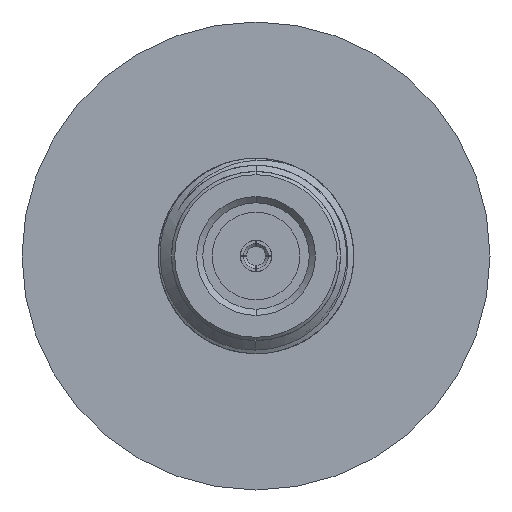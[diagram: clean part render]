
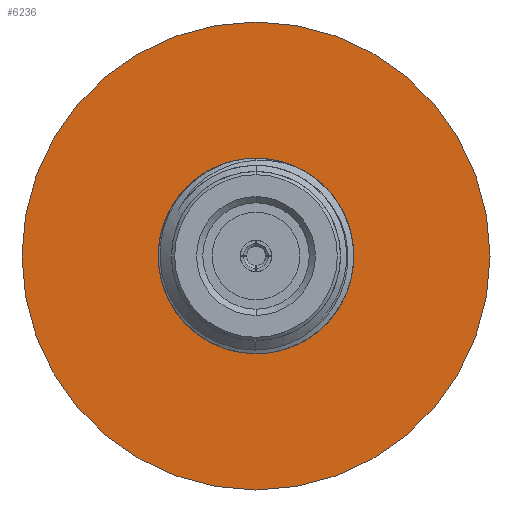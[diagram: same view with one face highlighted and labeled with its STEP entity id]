
A CAD part, left-side view. The second image highlights one B-rep face of the part: STEP entity #6236.
In plain terms, the highlighted planar face has unit normal (-1, 0, 0).
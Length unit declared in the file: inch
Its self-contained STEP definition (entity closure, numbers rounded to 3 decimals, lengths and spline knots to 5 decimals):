
#211 = VERTEX_POINT ( 'NONE', #1526 ) ;
#309 = AXIS2_PLACEMENT_3D ( 'NONE', #356, #5707, #7640 ) ;
#352 = DIRECTION ( 'NONE',  ( 1., 0., 0. ) ) ;
#356 = CARTESIAN_POINT ( 'NONE',  ( -0.47448, 0.2022, 0. ) ) ;
#987 = CARTESIAN_POINT ( 'NONE',  ( -0.47448, 0.7022, 0. ) ) ;
#1196 = CIRCLE ( 'NONE', #309, 0.74803 ) ;
#1448 = DIRECTION ( 'NONE',  ( 0., 1., 0. ) ) ;
#1526 = CARTESIAN_POINT ( 'NONE',  ( -0.47448, 0.95023, 0. ) ) ;
#1802 = CARTESIAN_POINT ( 'NONE',  ( -0.47448, -0.54583, 0. ) ) ;
#2010 = CARTESIAN_POINT ( 'NONE',  ( -0.47448, 0.2022, 0. ) ) ;
#2268 = EDGE_CURVE ( 'NONE', #211, #3156, #1196, .T. ) ;
#2906 = ORIENTED_EDGE ( 'NONE', *, *, #6065, .T. ) ;
#3156 = VERTEX_POINT ( 'NONE', #1802 ) ;
#3305 = FACE_OUTER_BOUND ( 'NONE', #4819, .T. ) ;
#3479 = CIRCLE ( 'NONE', #7000, 0.74803 ) ;
#3696 = DIRECTION ( 'NONE',  ( 0., -1., 0. ) ) ;
#4013 = PLANE ( 'NONE',  #6241 ) ;
#4290 = DIRECTION ( 'NONE',  ( -1., 0., 0. ) ) ;
#4779 = ORIENTED_EDGE ( 'NONE', *, *, #2268, .T. ) ;
#4819 = EDGE_LOOP ( 'NONE', ( #2906, #4779 ) ) ;
#5707 = DIRECTION ( 'NONE',  ( -1., 0., 0. ) ) ;
#6065 = EDGE_CURVE ( 'NONE', #3156, #211, #3479, .T. ) ;
#6236 = ADVANCED_FACE ( 'NONE', ( #3305 ), #4013, .F. ) ;
#6241 = AXIS2_PLACEMENT_3D ( 'NONE', #987, #352, #1448 ) ;
#7000 = AXIS2_PLACEMENT_3D ( 'NONE', #2010, #4290, #3696 ) ;
#7640 = DIRECTION ( 'NONE',  ( 0., -1., 0. ) ) ;
